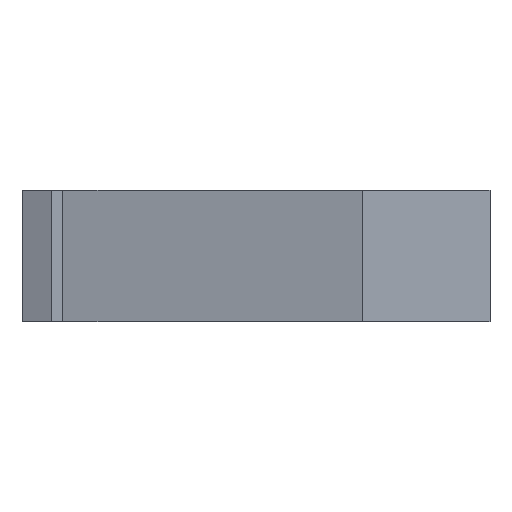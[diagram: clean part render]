
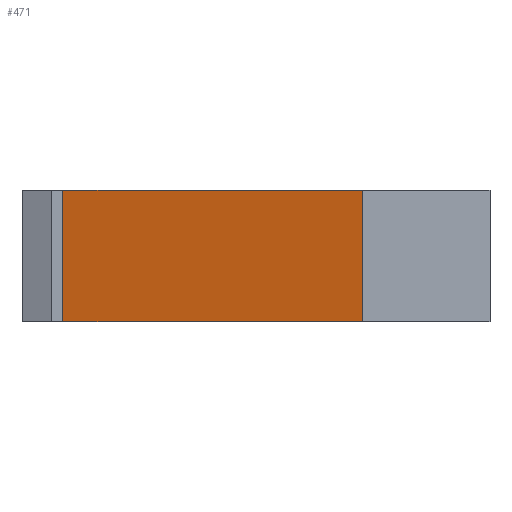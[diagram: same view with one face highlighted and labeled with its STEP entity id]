
A CAD part, left-side view. The second image highlights one B-rep face of the part: STEP entity #471.
In plain terms, the highlighted planar face has unit normal (-0.437, -0.899, 0).
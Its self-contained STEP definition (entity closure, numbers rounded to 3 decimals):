
#25=PLANE('',#522);
#50=FACE_OUTER_BOUND('',#76,.T.);
#76=EDGE_LOOP('',(#384,#385,#386,#387));
#98=LINE('',#685,#160);
#108=LINE('',#704,#170);
#123=LINE('',#734,#185);
#124=LINE('',#735,#186);
#160=VECTOR('',#562,10.);
#170=VECTOR('',#576,10.);
#185=VECTOR('',#601,10.);
#186=VECTOR('',#602,10.);
#228=VERTEX_POINT('',#682);
#229=VERTEX_POINT('',#684);
#236=VERTEX_POINT('',#703);
#246=VERTEX_POINT('',#733);
#274=EDGE_CURVE('',#229,#228,#98,.T.);
#284=EDGE_CURVE('',#229,#236,#108,.T.);
#299=EDGE_CURVE('',#246,#228,#123,.T.);
#300=EDGE_CURVE('',#236,#246,#124,.T.);
#384=ORIENTED_EDGE('',*,*,#274,.T.);
#385=ORIENTED_EDGE('',*,*,#299,.F.);
#386=ORIENTED_EDGE('',*,*,#300,.F.);
#387=ORIENTED_EDGE('',*,*,#284,.F.);
#471=ADVANCED_FACE('',(#50),#25,.T.);
#522=AXIS2_PLACEMENT_3D('',#732,#599,#600);
#562=DIRECTION('',(0.,0.,1.));
#576=DIRECTION('',(-0.899,0.437,0.));
#599=DIRECTION('center_axis',(-0.437,-0.899,0.));
#600=DIRECTION('ref_axis',(0.899,-0.437,0.));
#601=DIRECTION('',(0.899,-0.437,0.));
#602=DIRECTION('',(0.,0.,1.));
#682=CARTESIAN_POINT('',(188.441,15.349,20.05));
#684=CARTESIAN_POINT('',(188.441,15.349,-20.05));
#685=CARTESIAN_POINT('',(188.441,15.349,0.));
#703=CARTESIAN_POINT('',(0.,107.,-20.05));
#704=CARTESIAN_POINT('',(0.,107.,-20.05));
#732=CARTESIAN_POINT('Origin',(0.,107.,0.));
#733=CARTESIAN_POINT('',(0.,107.,20.05));
#734=CARTESIAN_POINT('',(0.,107.,20.05));
#735=CARTESIAN_POINT('',(0.,107.,0.));
